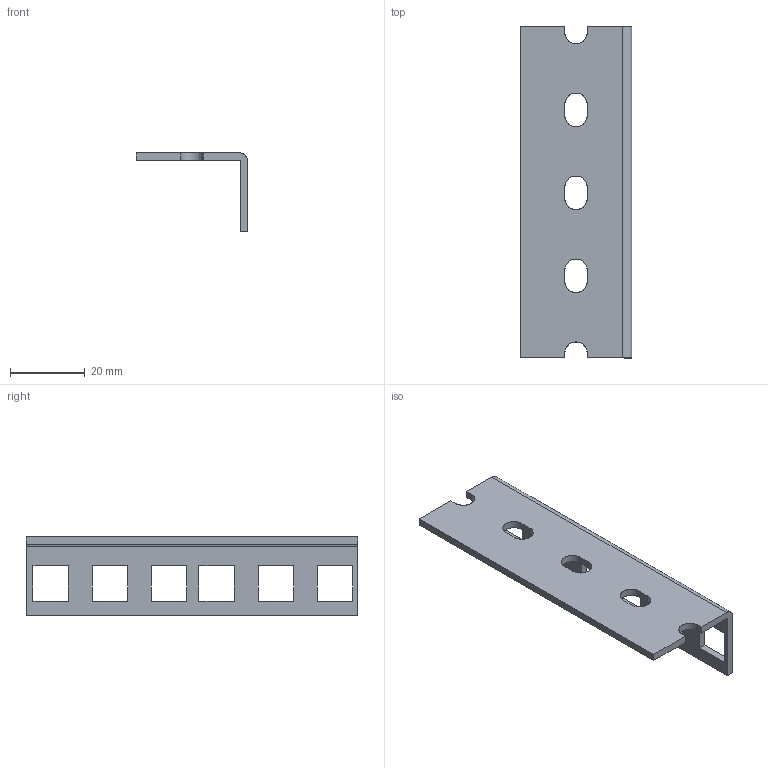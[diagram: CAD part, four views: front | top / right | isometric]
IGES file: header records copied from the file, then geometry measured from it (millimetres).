
Start section: SolidWorks IGES file using analytic representation for surfaces
Global section: file name: 61535B2.IGS; native system: SolidWorks 2010; preprocessor: SolidWorks 2010; author: martinb; date: 100819.101836; units: millimetre
Bounding box: 30 x 88.9 x 21 mm (x, y, z)
Surface area: 8324.4 mm2 (no closed solid volume)
Topology: 0 solids, 0 shells, 54 faces, 572 edges, 572 vertices
Faces by surface type: bspline 44, revolution 10
